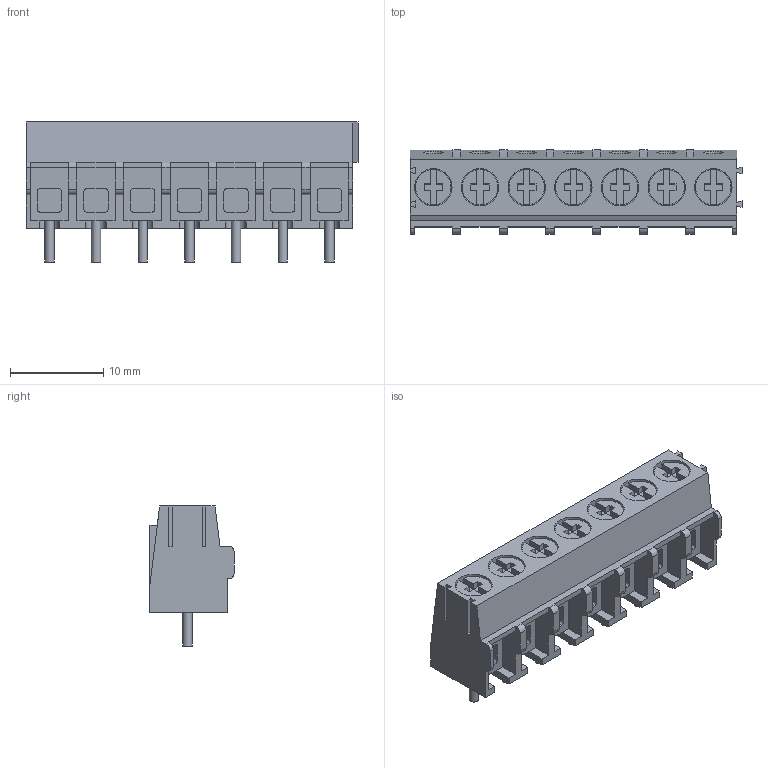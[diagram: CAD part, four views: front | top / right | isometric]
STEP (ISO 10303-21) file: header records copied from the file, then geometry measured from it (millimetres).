
FILE_DESCRIPTION(/* description */ ('model of TerminalBlock_Phoenix_PT-1,5-7-5.0-H_1x07_P5.00mm_Horizontal'),/* implementation_level */ '2;1');
FILE_NAME(/* name */ 'TerminalBlock_Phoenix_PT-1,5-7-5.0-H_1x07_P5.00mm_Horizontal.step',/* time_stamp */ '2020-05-14T18:03:03',/* author */ ('kicad StepUp','ksu'),/* organization */ ('FreeCAD'),/* preprocessor_version */ 'OCC',/* originating_system */ 'kicad StepUp',/* authorisation */ '');
FILE_SCHEMA(('AUTOMOTIVE_DESIGN { 1 0 10303 214 1 1 1 1 }'));
Length unit declared in the file: millimetre
Products named in the file (1): TerminalBlock_Phoenix_PT_15_7_50_H_1x07_P500mm_Horizontal
Bounding box: 35.57 x 9 x 15 mm (x, y, z)
Volume: 2337.9 mm3; surface area: 3207.5 mm2
Topology: 1 solids, 1 shells, 376 faces, 1017 edges, 671 vertices
Faces by surface type: plane 290, cylinder 86
Full cylindrical faces by diameter (mm): 1 x7, 2.2 x7, 3.8 x7, 4 x7
Entity records: 27744 total; most frequent: CARTESIAN_POINT 4945, DIRECTION 3694, LINE 2405, VECTOR 2405, ORIENTED_EDGE 2034, PCURVE 2034, DEFINITIONAL_REPRESENTATION 2034, EDGE_CURVE 1017
